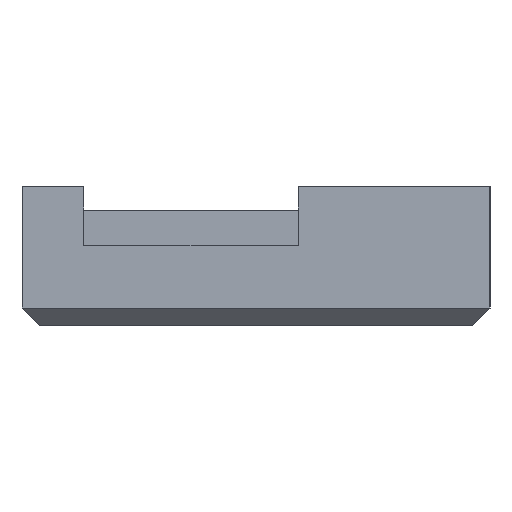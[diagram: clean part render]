
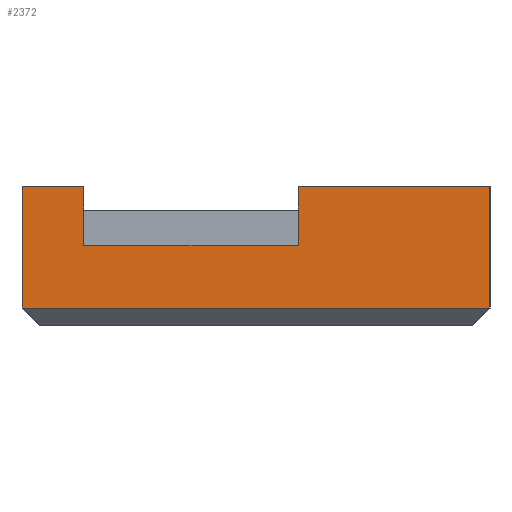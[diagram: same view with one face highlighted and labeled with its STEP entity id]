
A CAD part, left-side view. The second image highlights one B-rep face of the part: STEP entity #2372.
In plain terms, the highlighted planar face has unit normal (-1, 0, 0).
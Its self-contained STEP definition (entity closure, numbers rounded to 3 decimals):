
#60=FACE_OUTER_BOUND('',#185,.T.);
#185=EDGE_LOOP('',(#1692,#1693,#1694,#1695,#1696,#1697,#1698,#1699));
#338=LINE('',#3322,#675);
#376=LINE('',#3444,#713);
#380=LINE('',#3451,#717);
#392=LINE('',#3475,#729);
#399=LINE('',#3487,#736);
#400=LINE('',#3488,#737);
#401=LINE('',#3490,#738);
#402=LINE('',#3491,#739);
#675=VECTOR('',#2683,10.);
#713=VECTOR('',#2741,10.);
#717=VECTOR('',#2747,10.);
#729=VECTOR('',#2769,10.);
#736=VECTOR('',#2782,10.);
#737=VECTOR('',#2783,10.);
#738=VECTOR('',#2784,10.);
#739=VECTOR('',#2785,10.);
#1009=VERTEX_POINT('',#3319);
#1010=VERTEX_POINT('',#3321);
#1044=VERTEX_POINT('',#3441);
#1045=VERTEX_POINT('',#3443);
#1047=VERTEX_POINT('',#3449);
#1054=VERTEX_POINT('',#3473);
#1056=VERTEX_POINT('',#3486);
#1057=VERTEX_POINT('',#3489);
#1239=EDGE_CURVE('',#1010,#1009,#338,.T.);
#1283=EDGE_CURVE('',#1044,#1045,#376,.T.);
#1287=EDGE_CURVE('',#1044,#1047,#380,.T.);
#1299=EDGE_CURVE('',#1054,#1047,#392,.T.);
#1306=EDGE_CURVE('',#1056,#1054,#399,.T.);
#1307=EDGE_CURVE('',#1010,#1056,#400,.T.);
#1308=EDGE_CURVE('',#1009,#1057,#401,.T.);
#1309=EDGE_CURVE('',#1057,#1045,#402,.T.);
#1692=ORIENTED_EDGE('',*,*,#1299,.F.);
#1693=ORIENTED_EDGE('',*,*,#1306,.F.);
#1694=ORIENTED_EDGE('',*,*,#1307,.F.);
#1695=ORIENTED_EDGE('',*,*,#1239,.T.);
#1696=ORIENTED_EDGE('',*,*,#1308,.T.);
#1697=ORIENTED_EDGE('',*,*,#1309,.T.);
#1698=ORIENTED_EDGE('',*,*,#1283,.F.);
#1699=ORIENTED_EDGE('',*,*,#1287,.T.);
#2251=PLANE('',#2517);
#2372=ADVANCED_FACE('',(#60),#2251,.T.);
#2517=AXIS2_PLACEMENT_3D('',#3485,#2780,#2781);
#2683=DIRECTION('',(0.,0.,-1.));
#2741=DIRECTION('',(0.,-1.,0.));
#2747=DIRECTION('',(0.,0.,-1.));
#2769=DIRECTION('',(0.,1.,0.));
#2780=DIRECTION('center_axis',(-1.,0.,0.));
#2781=DIRECTION('ref_axis',(0.,1.,0.));
#2782=DIRECTION('',(0.,0.,-1.));
#2783=DIRECTION('',(0.,-1.,0.));
#2784=DIRECTION('',(0.,1.,0.));
#2785=DIRECTION('',(0.,0.,1.));
#3319=CARTESIAN_POINT('',(-20.,-14.725,5.3));
#3321=CARTESIAN_POINT('',(-20.,-14.725,7.));
#3322=CARTESIAN_POINT('',(-20.,-14.725,7.));
#3441=CARTESIAN_POINT('',(-20.,-6.75,7.));
#3443=CARTESIAN_POINT('',(-20.,-8.525,7.));
#3444=CARTESIAN_POINT('',(-20.,-6.75,7.));
#3449=CARTESIAN_POINT('',(-20.,-6.75,3.5));
#3451=CARTESIAN_POINT('',(-20.,-6.75,7.));
#3473=CARTESIAN_POINT('',(-20.,-20.25,3.5));
#3475=CARTESIAN_POINT('',(-20.,-16.875,3.5));
#3485=CARTESIAN_POINT('Origin',(-20.,-20.25,7.));
#3486=CARTESIAN_POINT('',(-20.,-20.25,7.));
#3487=CARTESIAN_POINT('',(-20.,-20.25,7.));
#3488=CARTESIAN_POINT('',(-20.,-6.75,7.));
#3489=CARTESIAN_POINT('',(-20.,-8.525,5.3));
#3490=CARTESIAN_POINT('',(-20.,-15.938,5.3));
#3491=CARTESIAN_POINT('',(-20.,-8.525,7.));
